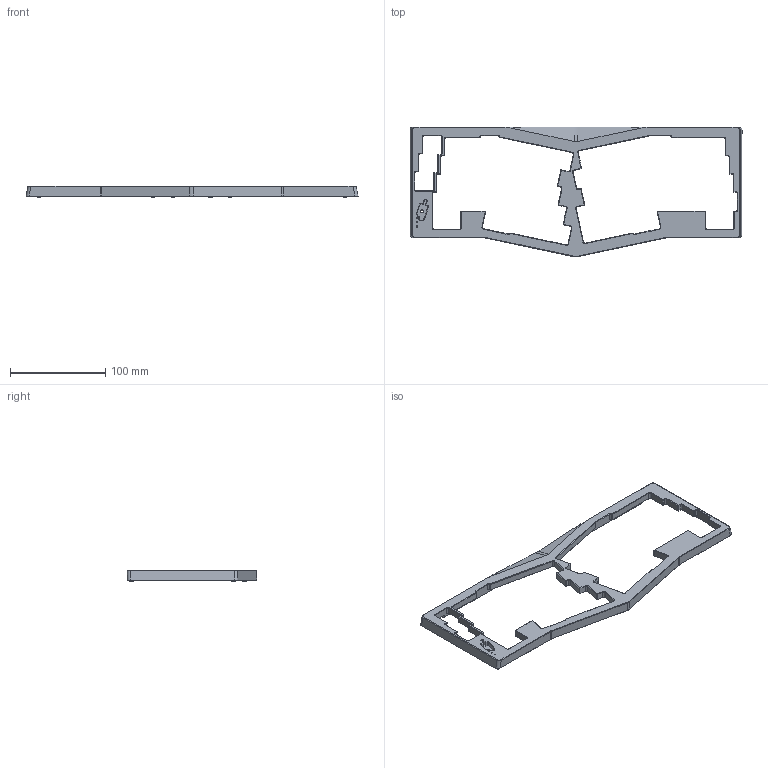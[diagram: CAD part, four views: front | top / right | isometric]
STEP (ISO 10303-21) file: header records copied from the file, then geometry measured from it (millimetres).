
FILE_DESCRIPTION(/* description */ (''),/* implementation_level */ '2;1');
FILE_NAME(/* name */ 'No1A_Top.step',/* time_stamp */ '2025-04-03T22:11:43-04:00',/* author */ (''),/* organization */ (''),/* preprocessor_version */ 'ST-DEVELOPER v20.1',/* originating_system */ 'Autodesk Translation Framework v14.4.0.0',/* authorisation */ '');
FILE_SCHEMA (('AUTOMOTIVE_DESIGN { 1 0 10303 214 3 1 1 }'));
Length unit declared in the file: millimetre
Products named in the file (1): ICM No.1/A
Bounding box: 349.26 x 136.52 x 11.65 mm (x, y, z)
Volume: 116877.6 mm3; surface area: 49375.8 mm2
Topology: 1 solids, 1 shells, 722 faces, 1704 edges, 1007 vertices
Faces by surface type: plane 326, cone 190, cylinder 142, bspline 64
Full cylindrical faces by diameter (mm): 1.1 x3, 3 x16, 3.2 x1, 4 x8
Entity records: 22043 total; most frequent: CARTESIAN_POINT 5694, ORIENTED_EDGE 3408, DIRECTION 3350, EDGE_CURVE 1704, AXIS2_PLACEMENT_3D 1128, LINE 1094, VECTOR 1094, VERTEX_POINT 1007
